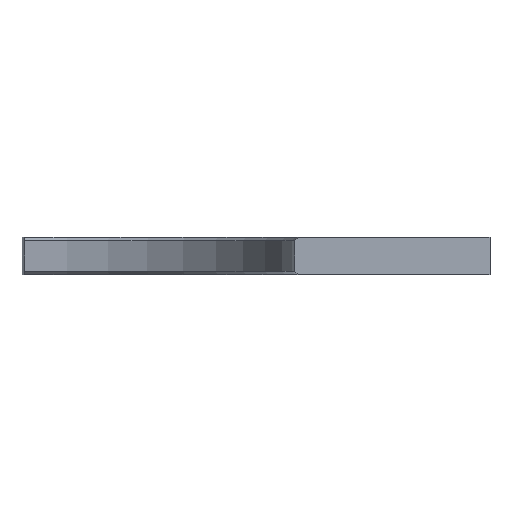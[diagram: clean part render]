
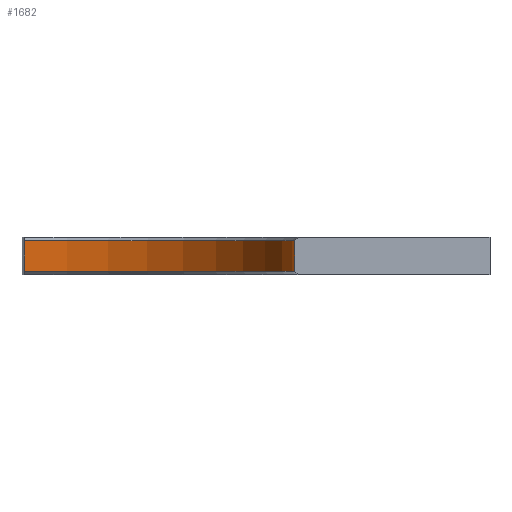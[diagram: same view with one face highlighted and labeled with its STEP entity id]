
A CAD part, front view. The second image highlights one B-rep face of the part: STEP entity #1682.
In plain terms, the highlighted cylindrical face has radius 68.263 mm (diameter 136.525 mm), a partial arc.
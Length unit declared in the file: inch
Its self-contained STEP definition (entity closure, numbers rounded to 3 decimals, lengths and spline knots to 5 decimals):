
#75 = DIRECTION ( 'NONE',  ( 0., 0., 1. ) ) ;
#149 = CARTESIAN_POINT ( 'NONE',  ( 0., 0., -0.3425 ) ) ;
#160 = EDGE_CURVE ( 'NONE', #3285, #723, #164, .T. ) ;
#164 = CIRCLE ( 'NONE', #3455, 2.6875 ) ;
#206 = DIRECTION ( 'NONE',  ( 0., 0., 1. ) ) ;
#335 = DIRECTION ( 'NONE',  ( 1., 0., 0. ) ) ;
#447 = DIRECTION ( 'NONE',  ( 1., 0., 0. ) ) ;
#449 = ORIENTED_EDGE ( 'NONE', *, *, #1325, .T. ) ;
#723 = VERTEX_POINT ( 'NONE', #1626 ) ;
#797 = VECTOR ( 'NONE', #75, 39.37008 ) ;
#862 = EDGE_CURVE ( 'NONE', #1888, #723, #1712, .T. ) ;
#907 = EDGE_LOOP ( 'NONE', ( #4044, #3694, #3668, #449 ) ) ;
#1252 = CYLINDRICAL_SURFACE ( 'NONE', #2719, 2.6875 ) ;
#1325 = EDGE_CURVE ( 'NONE', #1888, #2007, #3258, .T. ) ;
#1332 = CARTESIAN_POINT ( 'NONE',  ( 2.6875, 0., -0.031 ) ) ;
#1626 = CARTESIAN_POINT ( 'NONE',  ( -0.03661, 2.68725, -0.031 ) ) ;
#1682 = ADVANCED_FACE ( 'NONE', ( #3466 ), #1252, .F. ) ;
#1712 = LINE ( 'NONE', #2748, #2717 ) ;
#1888 = VERTEX_POINT ( 'NONE', #2142 ) ;
#1965 = AXIS2_PLACEMENT_3D ( 'NONE', #149, #2369, #447 ) ;
#2007 = VERTEX_POINT ( 'NONE', #3268 ) ;
#2142 = CARTESIAN_POINT ( 'NONE',  ( -0.03661, 2.68725, -0.3425 ) ) ;
#2369 = DIRECTION ( 'NONE',  ( 0., 0., -1. ) ) ;
#2669 = LINE ( 'NONE', #3969, #797 ) ;
#2717 = VECTOR ( 'NONE', #3342, 39.37008 ) ;
#2719 = AXIS2_PLACEMENT_3D ( 'NONE', #3152, #206, #4130 ) ;
#2748 = CARTESIAN_POINT ( 'NONE',  ( -0.03661, 2.68725, -0.3735 ) ) ;
#3152 = CARTESIAN_POINT ( 'NONE',  ( 0., 0., -0.3735 ) ) ;
#3258 = CIRCLE ( 'NONE', #1965, 2.6875 ) ;
#3268 = CARTESIAN_POINT ( 'NONE',  ( 2.6875, 0., -0.3425 ) ) ;
#3285 = VERTEX_POINT ( 'NONE', #1332 ) ;
#3335 = EDGE_CURVE ( 'NONE', #2007, #3285, #2669, .T. ) ;
#3342 = DIRECTION ( 'NONE',  ( 0., 0., 1. ) ) ;
#3455 = AXIS2_PLACEMENT_3D ( 'NONE', #3507, #3711, #335 ) ;
#3466 = FACE_OUTER_BOUND ( 'NONE', #907, .T. ) ;
#3507 = CARTESIAN_POINT ( 'NONE',  ( 0., 0., -0.031 ) ) ;
#3668 = ORIENTED_EDGE ( 'NONE', *, *, #862, .F. ) ;
#3694 = ORIENTED_EDGE ( 'NONE', *, *, #160, .T. ) ;
#3711 = DIRECTION ( 'NONE',  ( 0., 0., 1. ) ) ;
#3969 = CARTESIAN_POINT ( 'NONE',  ( 2.6875, 0., -0.3735 ) ) ;
#4044 = ORIENTED_EDGE ( 'NONE', *, *, #3335, .T. ) ;
#4130 = DIRECTION ( 'NONE',  ( 1., 0., 0. ) ) ;
